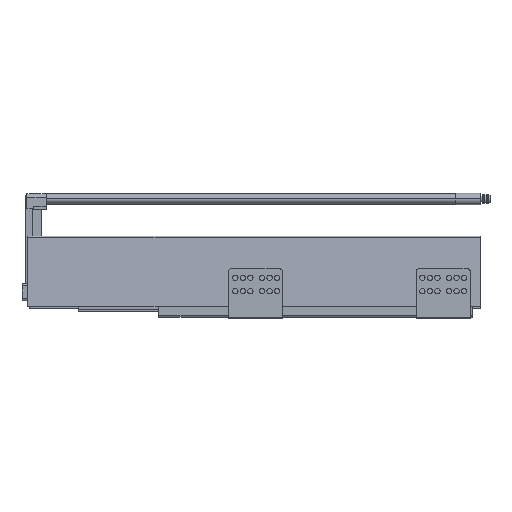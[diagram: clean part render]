
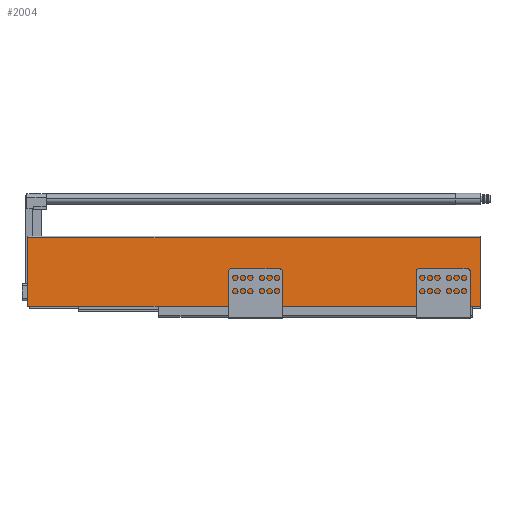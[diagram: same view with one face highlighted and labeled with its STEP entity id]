
A CAD part, top view. The second image highlights one B-rep face of the part: STEP entity #2004.
In plain terms, the highlighted planar face has unit normal (0, 0.052, 0.999).
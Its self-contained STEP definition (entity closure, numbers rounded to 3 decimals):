
#232 = EDGE_CURVE ( 'NONE', #8252, #5973, #4255, .T. ) ;
#236 = DIRECTION ( 'NONE',  ( 0., 0.052, 0.999 ) ) ;
#282 = VECTOR ( 'NONE', #551, 1000. ) ;
#439 = ORIENTED_EDGE ( 'NONE', *, *, #7858, .F. ) ;
#551 = DIRECTION ( 'NONE',  ( 1., 0., 0. ) ) ;
#1282 = VERTEX_POINT ( 'NONE', #1429 ) ;
#1429 = CARTESIAN_POINT ( 'NONE',  ( 0., 82.129, 62.296 ) ) ;
#1463 = VERTEX_POINT ( 'NONE', #10057 ) ;
#1544 = DIRECTION ( 'NONE',  ( 1., 0., 0. ) ) ;
#1907 = LINE ( 'NONE', #9274, #2602 ) ;
#2004 = ADVANCED_FACE ( 'NONE', ( #4788 ), #8532, .T. ) ;
#2069 = EDGE_CURVE ( 'NONE', #5973, #1282, #9845, .T. ) ;
#2376 = CARTESIAN_POINT ( 'NONE',  ( -542., 0., 66.6 ) ) ;
#2602 = VECTOR ( 'NONE', #8370, 1000. ) ;
#2964 = VECTOR ( 'NONE', #1544, 1000. ) ;
#3767 = ORIENTED_EDGE ( 'NONE', *, *, #4770, .F. ) ;
#4255 = LINE ( 'NONE', #2376, #282 ) ;
#4295 = CARTESIAN_POINT ( 'NONE',  ( 0., 0., 66.6 ) ) ;
#4770 = EDGE_CURVE ( 'NONE', #1463, #1282, #5471, .T. ) ;
#4788 = FACE_OUTER_BOUND ( 'NONE', #9327, .T. ) ;
#5471 = LINE ( 'NONE', #6136, #2964 ) ;
#5584 = AXIS2_PLACEMENT_3D ( 'NONE', #10506, #236, #7631 ) ;
#5973 = VERTEX_POINT ( 'NONE', #9887 ) ;
#6136 = CARTESIAN_POINT ( 'NONE',  ( -542., 82.129, 62.296 ) ) ;
#7075 = DIRECTION ( 'NONE',  ( 0., 0.999, -0.052 ) ) ;
#7631 = DIRECTION ( 'NONE',  ( 0., 0.999, -0.052 ) ) ;
#7858 = EDGE_CURVE ( 'NONE', #8252, #1463, #1907, .T. ) ;
#8252 = VERTEX_POINT ( 'NONE', #9132 ) ;
#8370 = DIRECTION ( 'NONE',  ( 0., 0.999, -0.052 ) ) ;
#8532 = PLANE ( 'NONE',  #5584 ) ;
#9132 = CARTESIAN_POINT ( 'NONE',  ( -542., 0., 66.6 ) ) ;
#9274 = CARTESIAN_POINT ( 'NONE',  ( -542., 0., 66.6 ) ) ;
#9327 = EDGE_LOOP ( 'NONE', ( #10624, #3767, #439, #9796 ) ) ;
#9796 = ORIENTED_EDGE ( 'NONE', *, *, #232, .T. ) ;
#9845 = LINE ( 'NONE', #4295, #11361 ) ;
#9887 = CARTESIAN_POINT ( 'NONE',  ( 0., 0., 66.6 ) ) ;
#10057 = CARTESIAN_POINT ( 'NONE',  ( -542., 82.129, 62.296 ) ) ;
#10506 = CARTESIAN_POINT ( 'NONE',  ( -542., 0., 66.6 ) ) ;
#10624 = ORIENTED_EDGE ( 'NONE', *, *, #2069, .T. ) ;
#11361 = VECTOR ( 'NONE', #7075, 1000. ) ;
